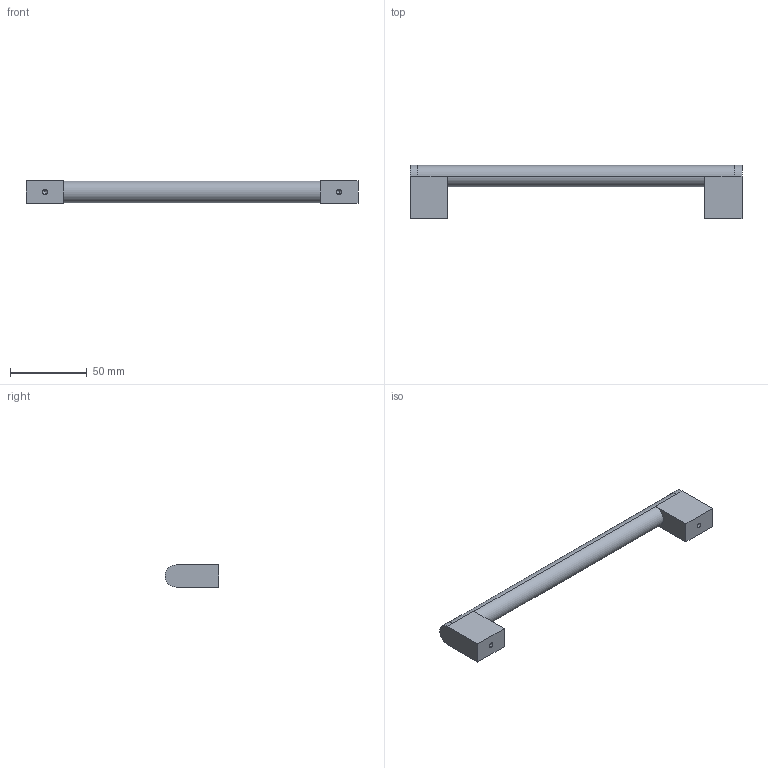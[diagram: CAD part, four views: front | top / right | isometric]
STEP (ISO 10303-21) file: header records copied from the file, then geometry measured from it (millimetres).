
FILE_DESCRIPTION (( 'STEP AP214' ), '1' );
FILE_NAME ('F002263_3D.step', '2022-08-15T13:32:39', ( '' ), ( '' ), 'SwSTEP 2.0', 'SolidWorks 2020', '' );
FILE_SCHEMA (( 'AUTOMOTIVE_DESIGN' ));
Length unit declared in the file: millimetre
Products named in the file (1): F002263_3D
Bounding box: 217 x 35.25 x 14.5 mm (x, y, z)
Volume: 49444 mm3; surface area: 13759.4 mm2
Topology: 1 solids, 1 shells, 28 faces, 66 edges, 38 vertices
Faces by surface type: plane 16, cylinder 8, cone 4
Entity records: 818 total; most frequent: DIRECTION 136, CARTESIAN_POINT 129, ORIENTED_EDGE 124, EDGE_CURVE 62, VECTOR 46, LINE 46, AXIS2_PLACEMENT_3D 45, VERTEX_POINT 38
